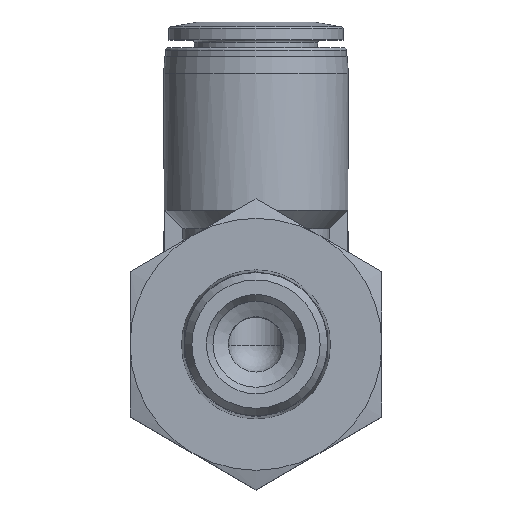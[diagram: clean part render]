
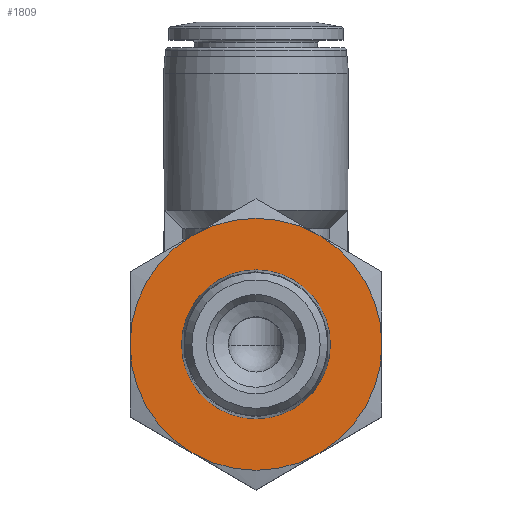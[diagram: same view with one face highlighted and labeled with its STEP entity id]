
A CAD part, top view. The second image highlights one B-rep face of the part: STEP entity #1809.
In plain terms, the highlighted planar face has unit normal (0, 0, 1).
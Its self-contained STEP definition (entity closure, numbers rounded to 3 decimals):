
#38=PLANE('',#1953);
#217=CIRCLE('',#1942,8.471);
#218=CIRCLE('',#1944,14.335);
#219=CIRCLE('',#1946,14.335);
#220=CIRCLE('',#1948,14.335);
#221=CIRCLE('',#1950,14.335);
#222=CIRCLE('',#1952,14.335);
#223=CIRCLE('',#1954,14.335);
#434=ORIENTED_EDGE('',*,*,#673,.F.);
#435=ORIENTED_EDGE('',*,*,#672,.F.);
#436=ORIENTED_EDGE('',*,*,#671,.F.);
#437=ORIENTED_EDGE('',*,*,#674,.F.);
#438=ORIENTED_EDGE('',*,*,#670,.F.);
#439=ORIENTED_EDGE('',*,*,#669,.F.);
#440=ORIENTED_EDGE('',*,*,#668,.F.);
#668=EDGE_CURVE('',#796,#796,#217,.T.);
#669=EDGE_CURVE('',#787,#789,#218,.T.);
#670=EDGE_CURVE('',#789,#791,#219,.T.);
#671=EDGE_CURVE('',#792,#783,#220,.T.);
#672=EDGE_CURVE('',#783,#785,#221,.T.);
#673=EDGE_CURVE('',#785,#787,#222,.T.);
#674=EDGE_CURVE('',#791,#792,#223,.T.);
#783=VERTEX_POINT('',#2718);
#785=VERTEX_POINT('',#2730);
#787=VERTEX_POINT('',#2742);
#789=VERTEX_POINT('',#2754);
#791=VERTEX_POINT('',#2766);
#792=VERTEX_POINT('',#2776);
#796=VERTEX_POINT('',#2791);
#892=EDGE_LOOP('',(#434,#435,#436,#437,#438,#439));
#893=EDGE_LOOP('',(#440));
#1033=FACE_BOUND('',#892,.T.);
#1034=FACE_BOUND('',#893,.T.);
#1809=ADVANCED_FACE('',(#1033,#1034),#38,.F.);
#1942=AXIS2_PLACEMENT_3D('',#2790,#2213,#2214);
#1944=AXIS2_PLACEMENT_3D('',#2793,#2217,#2218);
#1946=AXIS2_PLACEMENT_3D('',#2795,#2221,#2222);
#1948=AXIS2_PLACEMENT_3D('',#2797,#2225,#2226);
#1950=AXIS2_PLACEMENT_3D('',#2799,#2229,#2230);
#1952=AXIS2_PLACEMENT_3D('',#2801,#2233,#2234);
#1953=AXIS2_PLACEMENT_3D('',#2802,#2235,#2236);
#1954=AXIS2_PLACEMENT_3D('',#2803,#2237,#2238);
#2213=DIRECTION('',(0.,0.,1.));
#2214=DIRECTION('',(0.,-1.,0.));
#2217=DIRECTION('',(0.,0.,-1.));
#2218=DIRECTION('',(-1.,0.,0.));
#2221=DIRECTION('',(0.,0.,-1.));
#2222=DIRECTION('',(-1.,0.,0.));
#2225=DIRECTION('',(0.,0.,-1.));
#2226=DIRECTION('',(-1.,0.,0.));
#2229=DIRECTION('',(0.,0.,-1.));
#2230=DIRECTION('',(-1.,0.,0.));
#2233=DIRECTION('',(0.,0.,-1.));
#2234=DIRECTION('',(-1.,0.,0.));
#2235=DIRECTION('',(0.,0.,-1.));
#2236=DIRECTION('',(-1.,0.,0.));
#2237=DIRECTION('',(0.,0.,-1.));
#2238=DIRECTION('',(-1.,0.,0.));
#2718=CARTESIAN_POINT('',(-14.335,0.,0.));
#2730=CARTESIAN_POINT('',(-7.168,12.414,0.));
#2742=CARTESIAN_POINT('',(7.168,12.414,0.));
#2754=CARTESIAN_POINT('',(14.335,0.,0.));
#2766=CARTESIAN_POINT('',(7.168,-12.414,0.));
#2776=CARTESIAN_POINT('',(-7.168,-12.414,0.));
#2790=CARTESIAN_POINT('',(0.,0.,0.));
#2791=CARTESIAN_POINT('',(0.,-8.471,0.));
#2793=CARTESIAN_POINT('',(0.,0.,0.));
#2795=CARTESIAN_POINT('',(0.,0.,0.));
#2797=CARTESIAN_POINT('',(0.,0.,0.));
#2799=CARTESIAN_POINT('',(0.,0.,0.));
#2801=CARTESIAN_POINT('',(0.,0.,0.));
#2802=CARTESIAN_POINT('',(0.,0.,0.));
#2803=CARTESIAN_POINT('',(0.,0.,0.));
